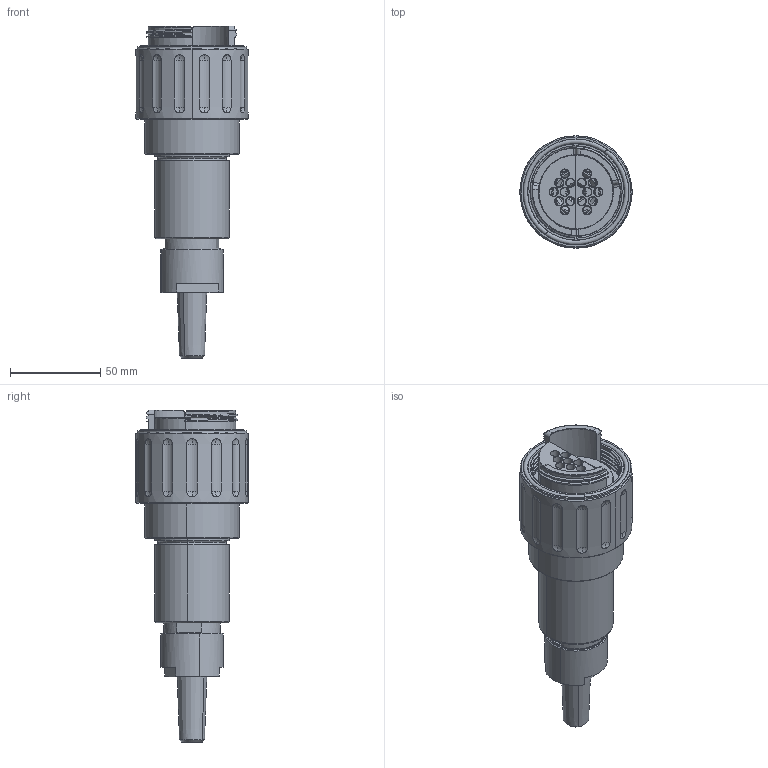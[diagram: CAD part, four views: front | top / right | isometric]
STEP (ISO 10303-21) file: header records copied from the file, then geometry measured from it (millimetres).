
FILE_DESCRIPTION (( 'STEP AP203' ), '1' );
FILE_NAME ('Size 31 Hermaphroditic Plug.STEP', '2019-04-17T01:11:59', ( '' ), ( '' ), 'SwSTEP 2.0', 'SolidWorks 2019', '' );
FILE_SCHEMA (( 'CONFIG_CONTROL_DESIGN' ));
Length unit declared in the file: inch
Products named in the file (1): Size 31 Hermaphroditic Plug
Bounding box: 62.23 x 62.23 x 184.17 mm (x, y, z)
Volume: 151035.5 mm3; surface area: 110678.5 mm2
Topology: 24 solids, 24 shells, 1335 faces, 3385 edges, 2150 vertices
Faces by surface type: plane 474, cylinder 420, cone 288, torus 64, sphere 56, bspline 33
Entity records: 50253 total; most frequent: CARTESIAN_POINT 18539, DIRECTION 6774, ORIENTED_EDGE 6734, EDGE_CURVE 3367, AXIS2_PLACEMENT_3D 2746, VERTEX_POINT 2150, EDGE_LOOP 1481, CIRCLE 1443
